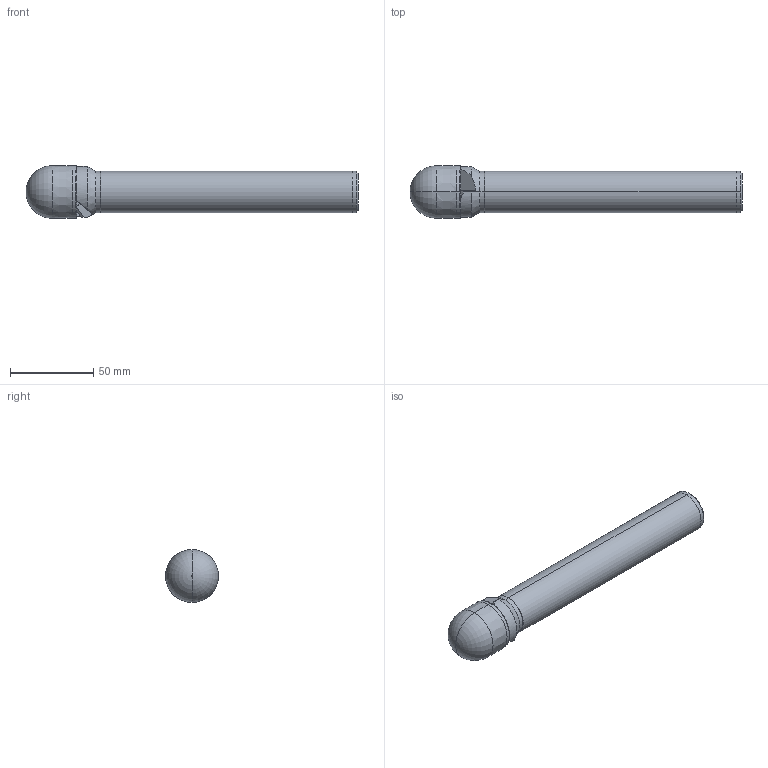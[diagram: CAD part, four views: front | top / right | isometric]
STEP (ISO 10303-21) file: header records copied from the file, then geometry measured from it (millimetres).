
FILE_DESCRIPTION (( 'STEP AP214' ), '1' );
FILE_NAME ('KF-32-K06-25-200.STEP', '2019-08-14T07:24:53', ( '' ), ( '' ), 'SwSTEP 2.0', 'SolidWorks 2019', '' );
FILE_SCHEMA (( 'AUTOMOTIVE_DESIGN' ));
Length unit declared in the file: millimetre
Products named in the file (1): KF-32-K06-25-200
Bounding box: 200 x 31.88 x 31.88 mm (x, y, z)
Volume: 101813.8 mm3; surface area: 20028.8 mm2
Topology: 1 solids, 1 shells, 93 faces, 237 edges, 147 vertices
Faces by surface type: cone 29, plane 25, cylinder 20, torus 15, bspline 4
Entity records: 3587 total; most frequent: CARTESIAN_POINT 1192, ORIENTED_EDGE 474, DIRECTION 421, EDGE_CURVE 237, AXIS2_PLACEMENT_3D 172, VERTEX_POINT 147, EDGE_LOOP 98, ADVANCED_FACE 93
